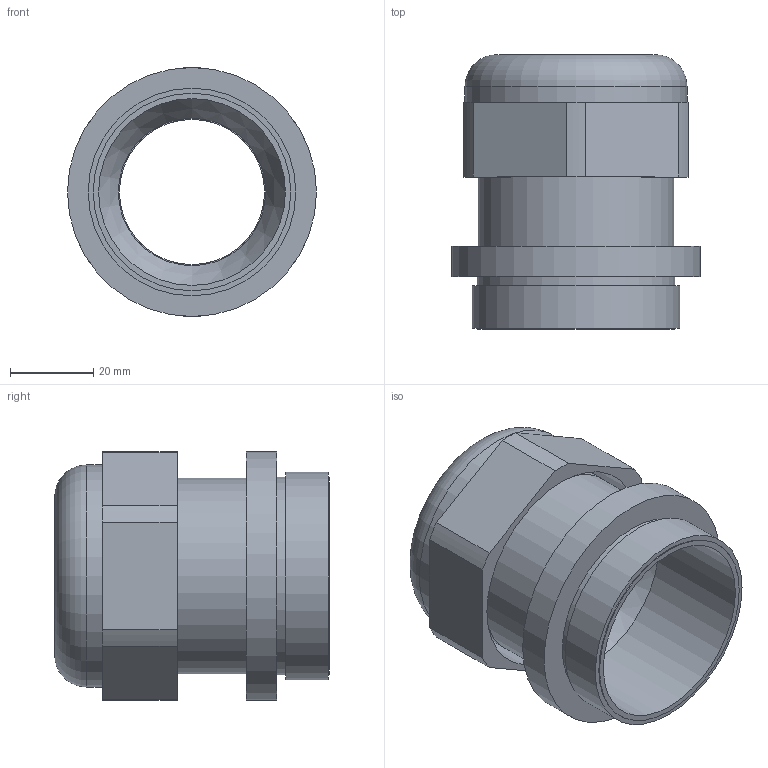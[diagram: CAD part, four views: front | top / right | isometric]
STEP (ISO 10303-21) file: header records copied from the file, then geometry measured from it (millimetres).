
FILE_DESCRIPTION (( 'STEP AP214' ), '1' );
FILE_NAME ('2022895.STP', '2020-09-02T14:22:19', ( '' ), ( '' ), 'SwSTEP 2.0', 'SolidWorks 2020', '' );
FILE_SCHEMA (( 'AUTOMOTIVE_DESIGN' ));
Length unit declared in the file: millimetre
Products named in the file (4): 0006527_grafische Darstellung; EV501_M50; 2022895; 0006525_grafische Darstellung
Assembly tree (3 placements, depth 2):
  2022895
    0006527_grafische Darstellung
    0006525_grafische Darstellung
    EV501_M50
Bounding box: 60 x 66.15 x 60 mm (x, y, z)
Volume: 48412.9 mm3; surface area: 37175.3 mm2
Topology: 3 solids, 3 shells, 45 faces, 88 edges, 56 vertices
Faces by surface type: cylinder 21, plane 19, cone 4, torus 1
Full cylindrical faces by diameter (mm): 35 x1, 35.2 x1, 35.5 x1, 41.69 x1, 41.7 x1, 44 x1, 45 x1, 47.05 x1, 47.2 x1, 47.6 x2, 50 x1, 51.05 x1, 53.5 x1, 60 x1
Entity records: 1228 total; most frequent: DIRECTION 214, CARTESIAN_POINT 175, ORIENTED_EDGE 136, AXIS2_PLACEMENT_3D 95, EDGE_LOOP 78, EDGE_CURVE 68, FACE_OUTER_BOUND 61, VERTEX_POINT 56
